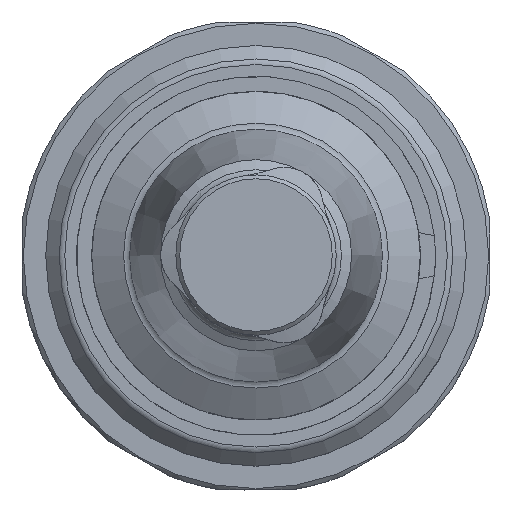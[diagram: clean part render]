
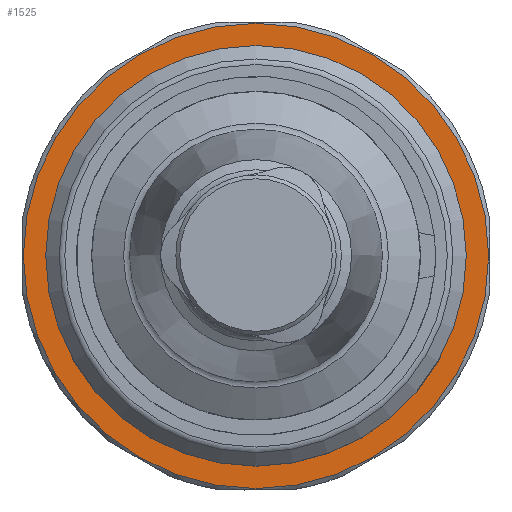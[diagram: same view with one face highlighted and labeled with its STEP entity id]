
A CAD part, top view. The second image highlights one B-rep face of the part: STEP entity #1525.
In plain terms, the highlighted planar face has unit normal (0, 0, 1).
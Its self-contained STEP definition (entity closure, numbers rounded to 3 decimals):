
#562=ORIENTED_EDGE('',*,*,#873,.T.);
#563=ORIENTED_EDGE('',*,*,#872,.F.);
#872=EDGE_CURVE('',#1045,#1045,#1152,.T.);
#873=EDGE_CURVE('',#1046,#1046,#1153,.T.);
#1045=VERTEX_POINT('',#2551);
#1046=VERTEX_POINT('',#2554);
#1152=CIRCLE('',#1686,17.7);
#1153=CIRCLE('',#1688,15.65);
#1247=EDGE_LOOP('',(#562));
#1248=EDGE_LOOP('',(#563));
#1377=FACE_BOUND('',#1247,.T.);
#1378=FACE_BOUND('',#1248,.T.);
#1453=PLANE('',#1687);
#1525=ADVANCED_FACE('',(#1377,#1378),#1453,.F.);
#1686=AXIS2_PLACEMENT_3D('',#2550,#2000,#2001);
#1687=AXIS2_PLACEMENT_3D('',#2552,#2002,#2003);
#1688=AXIS2_PLACEMENT_3D('',#2553,#2004,#2005);
#2000=DIRECTION('',(0.,0.,-1.));
#2001=DIRECTION('',(-1.,0.,0.));
#2002=DIRECTION('',(0.,0.,-1.));
#2003=DIRECTION('',(-1.,0.,0.));
#2004=DIRECTION('',(0.,0.,-1.));
#2005=DIRECTION('',(-1.,0.,0.));
#2550=CARTESIAN_POINT('',(0.,0.,-1.));
#2551=CARTESIAN_POINT('',(-17.7,0.,-1.));
#2552=CARTESIAN_POINT('',(-15.65,0.,-1.));
#2553=CARTESIAN_POINT('',(0.,0.,-1.));
#2554=CARTESIAN_POINT('',(-15.65,0.,-1.));
